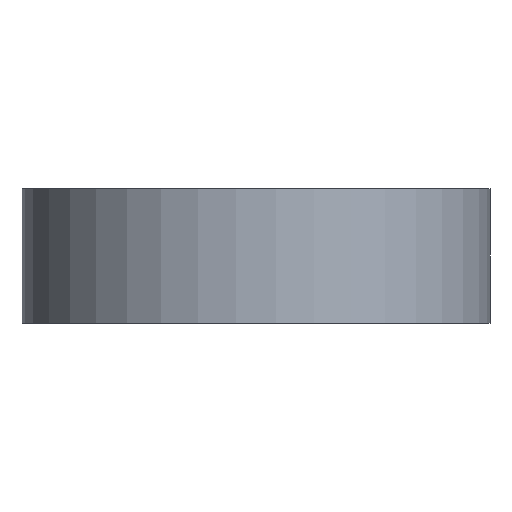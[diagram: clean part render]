
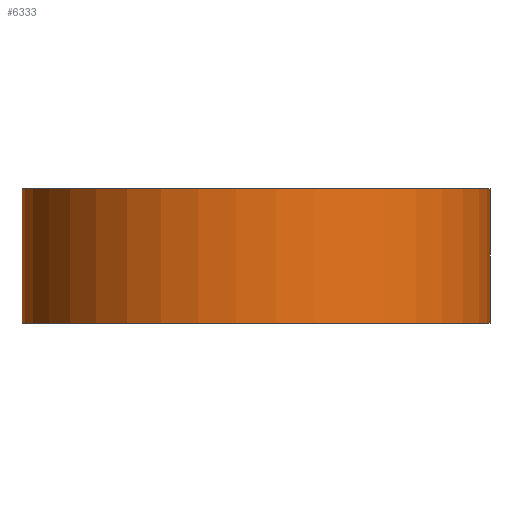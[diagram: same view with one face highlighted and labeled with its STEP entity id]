
A CAD part, left-side view. The second image highlights one B-rep face of the part: STEP entity #6333.
In plain terms, the highlighted cylindrical face has radius 26.125 mm (diameter 52.249 mm), a partial arc.
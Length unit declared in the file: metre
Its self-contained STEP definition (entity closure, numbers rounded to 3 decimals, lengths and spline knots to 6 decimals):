
#98=CIRCLE('',#6776,0.026125);
#99=CIRCLE('',#6777,0.026125);
#649=CYLINDRICAL_SURFACE('',#6775,0.026125);
#1243=ORIENTED_EDGE('',*,*,#3288,.T.);
#1244=ORIENTED_EDGE('',*,*,#3289,.F.);
#1245=ORIENTED_EDGE('',*,*,#3290,.F.);
#1246=ORIENTED_EDGE('',*,*,#3291,.T.);
#3288=EDGE_CURVE('',#4310,#4311,#98,.T.);
#3289=EDGE_CURVE('',#4312,#4311,#4907,.T.);
#3290=EDGE_CURVE('',#4313,#4312,#99,.T.);
#3291=EDGE_CURVE('',#4313,#4310,#4908,.T.);
#4310=VERTEX_POINT('',#10611);
#4311=VERTEX_POINT('',#10612);
#4312=VERTEX_POINT('',#10614);
#4313=VERTEX_POINT('',#10616);
#4907=LINE('',#10613,#5336);
#4908=LINE('',#10617,#5337);
#5336=VECTOR('',#8142,1.);
#5337=VECTOR('',#8145,1.);
#5597=EDGE_LOOP('',(#1243,#1244,#1245,#1246));
#5942=FACE_BOUND('',#5597,.T.);
#6333=ADVANCED_FACE('',(#5942),#649,.T.);
#6775=AXIS2_PLACEMENT_3D('',#10609,#8138,#8139);
#6776=AXIS2_PLACEMENT_3D('',#10610,#8140,#8141);
#6777=AXIS2_PLACEMENT_3D('',#10615,#8143,#8144);
#8138=DIRECTION('',(0.,0.,-1.));
#8139=DIRECTION('',(-1.,0.,0.));
#8140=DIRECTION('',(0.,0.,1.));
#8141=DIRECTION('',(1.,0.,0.));
#8142=DIRECTION('',(0.,0.,-1.));
#8143=DIRECTION('',(0.,0.,1.));
#8144=DIRECTION('',(1.,0.,0.));
#8145=DIRECTION('',(0.,0.,-1.));
#10609=CARTESIAN_POINT('',(0.,0.,0.015));
#10610=CARTESIAN_POINT('',(0.,0.,0.));
#10611=CARTESIAN_POINT('',(0.004862,0.025668,0.));
#10612=CARTESIAN_POINT('',(0.004862,-0.025668,0.));
#10613=CARTESIAN_POINT('',(0.004862,-0.025668,0.015));
#10614=CARTESIAN_POINT('',(0.004862,-0.025668,0.015));
#10615=CARTESIAN_POINT('',(0.,0.,0.015));
#10616=CARTESIAN_POINT('',(0.004862,0.025668,0.015));
#10617=CARTESIAN_POINT('',(0.004862,0.025668,0.015));
